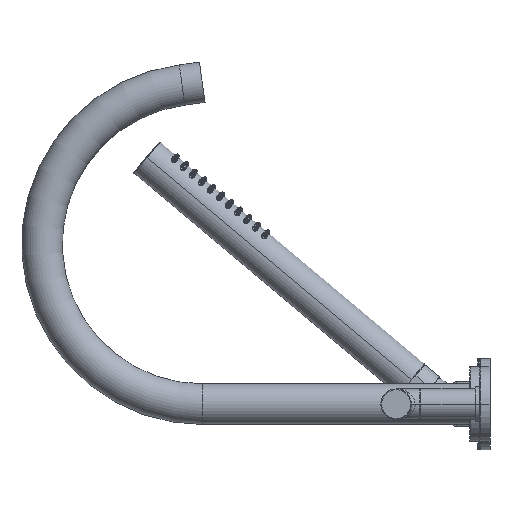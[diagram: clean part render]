
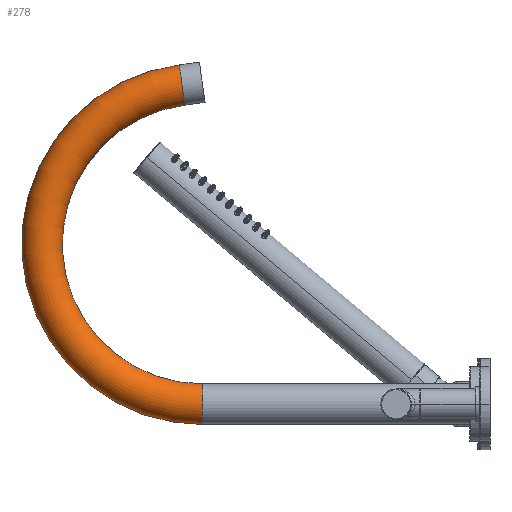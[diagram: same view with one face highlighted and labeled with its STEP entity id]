
A CAD part, left-side view. The second image highlights one B-rep face of the part: STEP entity #278.
In plain terms, the highlighted toroidal (fillet/blend) face has major radius 100.034 mm and minor radius 12.7 mm.
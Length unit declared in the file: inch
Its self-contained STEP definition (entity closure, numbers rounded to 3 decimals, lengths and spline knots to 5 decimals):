
#61=CARTESIAN_POINT('',(0.,7.00391,7.34981));
#62=CARTESIAN_POINT('',(-0.01277,7.00391,7.34981));
#63=CARTESIAN_POINT('',(-0.03831,7.0042,7.35075));
#64=CARTESIAN_POINT('',(-0.07639,7.00472,7.35512));
#65=CARTESIAN_POINT('',(-0.11403,7.0057,7.36235));
#66=CARTESIAN_POINT('',(-0.151,7.00703,7.37242));
#67=CARTESIAN_POINT('',(-0.18708,7.00875,7.38527));
#68=CARTESIAN_POINT('',(-0.22207,7.01082,7.40082));
#69=CARTESIAN_POINT('',(-0.25575,7.01323,7.41897));
#70=CARTESIAN_POINT('',(-0.28793,7.01599,7.43963));
#71=CARTESIAN_POINT('',(-0.31843,7.01906,7.46267));
#72=CARTESIAN_POINT('',(-0.34705,7.02243,7.48795));
#73=CARTESIAN_POINT('',(-0.37364,7.02608,7.51534));
#74=CARTESIAN_POINT('',(-0.39803,7.02999,7.54466));
#75=CARTESIAN_POINT('',(-0.42009,7.03413,7.57574));
#76=CARTESIAN_POINT('',(-0.43968,7.03849,7.60841));
#77=CARTESIAN_POINT('',(-0.4567,7.04303,7.64247));
#78=CARTESIAN_POINT('',(-0.47103,7.04774,7.67772));
#79=CARTESIAN_POINT('',(-0.4826,7.05257,7.71395));
#80=CARTESIAN_POINT('',(-0.49133,7.05752,7.75096));
#81=CARTESIAN_POINT('',(-0.49719,7.06253,7.78852));
#82=CARTESIAN_POINT('',(-0.50012,7.06759,7.82641));
#83=CARTESIAN_POINT('',(-0.50012,7.07267,7.86441));
#84=CARTESIAN_POINT('',(-0.49719,7.07774,7.90231));
#85=CARTESIAN_POINT('',(-0.49133,7.08276,7.93987));
#86=CARTESIAN_POINT('',(-0.4826,7.08771,7.97687));
#87=CARTESIAN_POINT('',(-0.47103,7.09255,8.0131));
#88=CARTESIAN_POINT('',(-0.4567,7.09727,8.04835));
#89=CARTESIAN_POINT('',(-0.43968,7.10183,8.08241));
#90=CARTESIAN_POINT('',(-0.42009,7.1062,8.11507));
#91=CARTESIAN_POINT('',(-0.39803,7.11036,8.14616));
#92=CARTESIAN_POINT('',(-0.37364,7.11429,8.17547));
#93=CARTESIAN_POINT('',(-0.34705,7.11795,8.20285));
#94=CARTESIAN_POINT('',(-0.31843,7.12134,8.22814));
#95=CARTESIAN_POINT('',(-0.28794,7.12442,8.25118));
#96=CARTESIAN_POINT('',(-0.25575,7.12719,8.27183));
#97=CARTESIAN_POINT('',(-0.22207,7.12962,8.28998));
#98=CARTESIAN_POINT('',(-0.18709,7.13171,8.30553));
#99=CARTESIAN_POINT('',(-0.151,7.13343,8.31837));
#100=CARTESIAN_POINT('',(-0.11403,7.13478,8.32844));
#101=CARTESIAN_POINT('',(-0.0764,7.13573,8.33568));
#102=CARTESIAN_POINT('',(-0.03831,7.13638,8.34003));
#103=CARTESIAN_POINT('',(-0.01277,7.13636,8.34102));
#104=CARTESIAN_POINT('',(0.,7.13636,8.34102));
#110=CARTESIAN_POINT('',(0.,6.575,0.));
#111=DIRECTION('',(0.,1.,0.));
#112=DIRECTION('',(0.,0.,-1.));
#113=AXIS2_PLACEMENT_3D('',#110,#111,#112);
#115=CARTESIAN_POINT('',(0.,6.575,3.93833));
#116=DIRECTION('',(1.,0.,0.));
#117=DIRECTION('',(0.,0.,-1.));
#118=AXIS2_PLACEMENT_3D('',#115,#116,#117);
#191=CARTESIAN_POINT('',(0.,6.575,3.93833));
#192=DIRECTION('',(1.,0.,0.));
#193=DIRECTION('',(0.,0.,-1.));
#194=AXIS2_PLACEMENT_3D('',#191,#192,#193);
#208=CARTESIAN_POINT('',(0.,6.575,0.5));
#209=CARTESIAN_POINT('',(0.,6.575,-0.5));
#210=VERTEX_POINT('',#208);
#211=VERTEX_POINT('',#209);
#212=CARTESIAN_POINT('',(0.,7.00391,7.34981));
#213=VERTEX_POINT('',#212);
#214=CARTESIAN_POINT('',(0.,7.13636,8.34102));
#215=VERTEX_POINT('',#214);
#264=CARTESIAN_POINT('',(0.,6.575,3.93833));
#265=DIRECTION('',(1.,0.,0.));
#266=DIRECTION('',(0.,0.,1.));
#267=AXIS2_PLACEMENT_3D('',#264,#265,#266);
#268=TOROIDAL_SURFACE('',#267,3.93833,0.5);
#270=ORIENTED_EDGE('',*,*,#269,.F.);
#272=ORIENTED_EDGE('',*,*,#271,.T.);
#273=ORIENTED_EDGE('',*,*,#258,.F.);
#275=ORIENTED_EDGE('',*,*,#274,.F.);
#276=EDGE_LOOP('',(#270,#272,#273,#275));
#277=FACE_OUTER_BOUND('',#276,.F.);
#278=ADVANCED_FACE('',(#277),#268,.T.);
#105=B_SPLINE_CURVE_WITH_KNOTS('',3,(#61,#62,#63,#64,#65,#66,#67,#68,#69,#70,
#71,#72,#73,#74,#75,#76,#77,#78,#79,#80,#81,#82,#83,#84,#85,#86,#87,#88,#89,#90,
#91,#92,#93,#94,#95,#96,#97,#98,#99,#100,#101,#102,#103,#104),.UNSPECIFIED.,.F.,
.F.,(4,1,1,1,1,1,1,1,1,1,1,1,1,1,1,1,1,1,1,1,1,1,1,1,1,1,1,1,1,1,1,1,1,1,1,1,1,
1,1,1,1,4),(0.,0.02439,0.04878,0.07317,
0.09756,0.12195,0.14634,0.17073,
0.19512,0.21951,0.2439,0.26829,
0.29268,0.31707,0.34146,0.36585,
0.39024,0.41463,0.43902,0.46341,
0.4878,0.5122,0.53659,0.56098,
0.58537,0.60976,0.63415,0.65854,
0.68293,0.70732,0.73171,0.7561,
0.78049,0.80488,0.82927,0.85366,
0.87805,0.90244,0.92683,0.95122,
0.97561,1.),.UNSPECIFIED.);
#114=CIRCLE('',#113,0.5);
#119=CIRCLE('',#118,4.43833);
#195=CIRCLE('',#194,3.43833);
#258=EDGE_CURVE('',#213,#215,#105,.T.);
#269=EDGE_CURVE('',#211,#210,#114,.T.);
#271=EDGE_CURVE('',#211,#215,#119,.T.);
#274=EDGE_CURVE('',#210,#213,#195,.T.);
